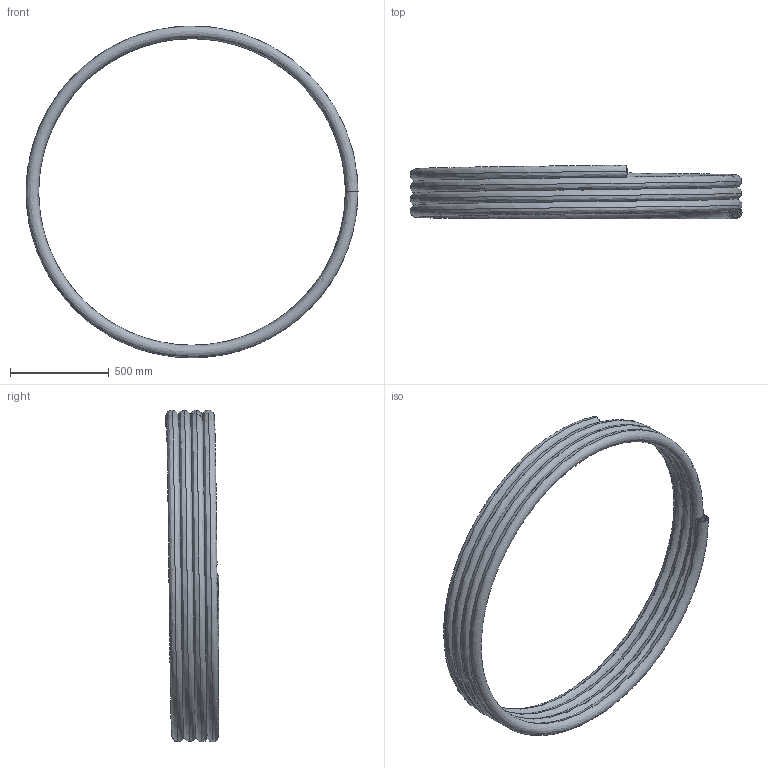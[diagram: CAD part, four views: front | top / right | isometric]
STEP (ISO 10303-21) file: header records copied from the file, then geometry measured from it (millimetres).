
FILE_DESCRIPTION(/* description */ (''),/* implementation_level */ '2;1');
FILE_NAME(/* name */ '669510z.stp',/* time_stamp */ '2026-03-27T11:41:21+01:00',/* author */ ('corinna'),/* organization */ (''),/* preprocessor_version */ 'ST-DEVELOPER v20',/* originating_system */ 'Autodesk Inventor 2024',/* authorisation */ '');
FILE_SCHEMA (('AUTOMOTIVE_DESIGN { 1 0 10303 214 3 1 1 }'));
Length unit declared in the file: millimetre
Products named in the file (1): 669510z
Bounding box: 1679.87 x 270.12 x 1679.68 mm (x, y, z)
Volume: 19089239.7 mm3; surface area: 6281452.1 mm2
Topology: 1 solids, 1 shells, 7 faces, 25 edges, 16 vertices
Faces by surface type: bspline 4, plane 3
Entity records: 11375 total; most frequent: CARTESIAN_POINT 11153, ORIENTED_EDGE 50, EDGE_CURVE 25, B_SPLINE_CURVE_WITH_KNOTS 20, DIRECTION 18, VERTEX_POINT 16, EDGE_LOOP 9, AXIS2_PLACEMENT_3D 9
